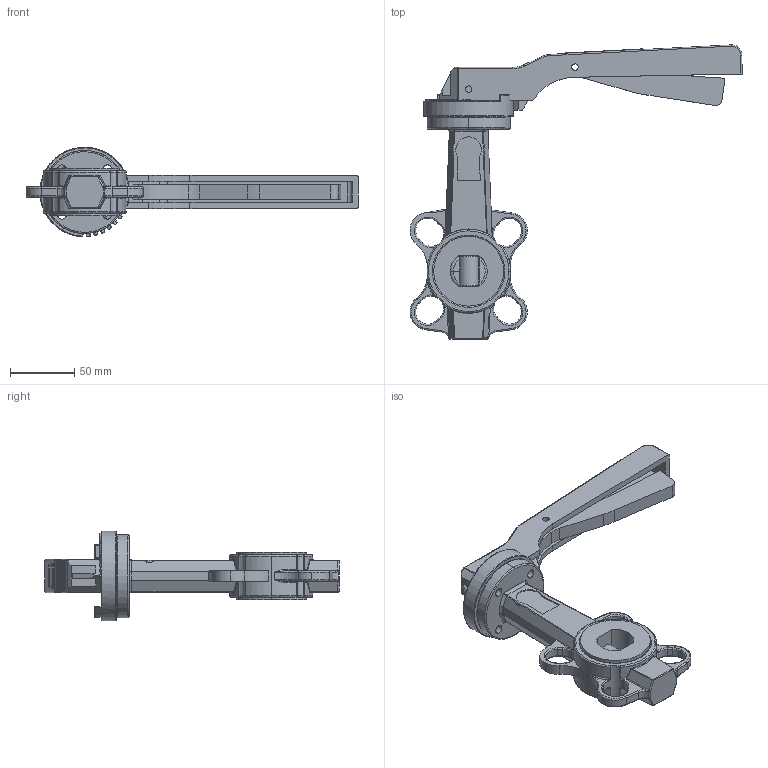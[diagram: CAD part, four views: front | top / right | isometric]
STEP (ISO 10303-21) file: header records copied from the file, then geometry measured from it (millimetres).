
FILE_DESCRIPTION (( 'STEP AP203' ), '1' );
FILE_NAME ('Wafer Type DN25.STEP', '2021-04-26T15:22:39', ( '' ), ( '' ), 'SwSTEP 2.0', 'SolidWorks 2017', '' );
FILE_SCHEMA (( 'CONFIG_CONTROL_DESIGN' ));
Length unit declared in the file: millimetre
Products named in the file (1): Wafer Type DN25
Bounding box: 259.37 x 229.83 x 69.91 mm (x, y, z)
Volume: 380551.9 mm3; surface area: 86703.4 mm2
Topology: 1 solids, 2 shells, 1042 faces, 2612 edges, 1553 vertices
Faces by surface type: bspline 464, cylinder 343, plane 219, cone 16
Entity records: 47192 total; most frequent: CARTESIAN_POINT 25354, ORIENTED_EDGE 5114, DIRECTION 3799, EDGE_CURVE 2557, VERTEX_POINT 1553, AXIS2_PLACEMENT_3D 1428, EDGE_LOOP 1100, FACE_OUTER_BOUND 1042
